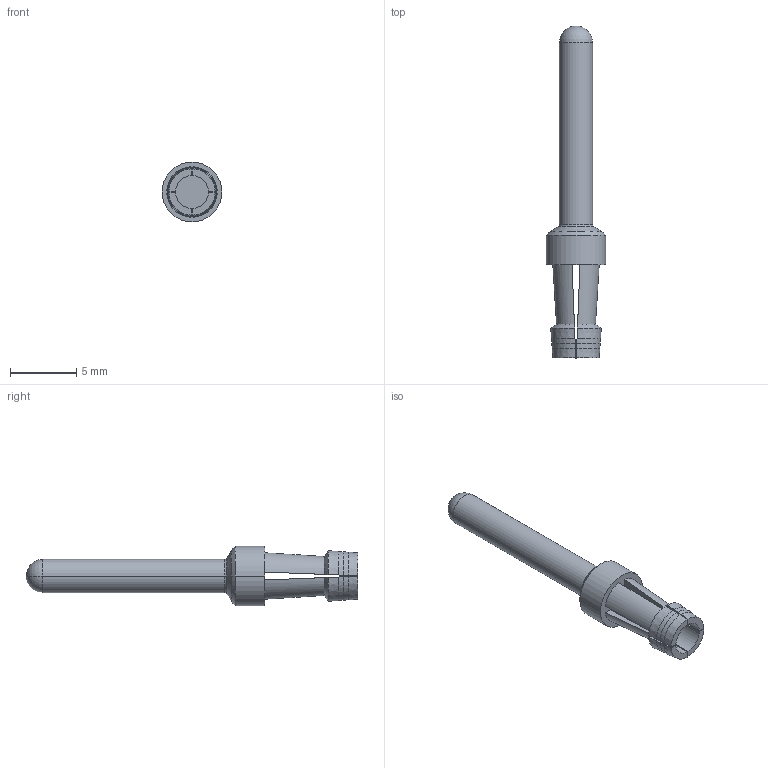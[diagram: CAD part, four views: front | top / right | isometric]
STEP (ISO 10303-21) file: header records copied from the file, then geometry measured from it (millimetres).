
FILE_DESCRIPTION((''),'2;1');
FILE_NAME('CESM-P','2017-09-22T',('tl.yang'),(''),'PRO/ENGINEER BY PARAMETRIC TECHNOLOGY CORPORATION, 2011500','PRO/ENGINEER BY PARAMETRIC TECHNOLOGY CORPORATION, 2011500','');
FILE_SCHEMA(('CONFIG_CONTROL_DESIGN'));
Length unit declared in the file: millimetre
Products named in the file (1): CESM-P
Bounding box: 4.5 x 25.05 x 4.5 mm (x, y, z)
Volume: 134.3 mm3; surface area: 328.8 mm2
Topology: 1 solids, 1 shells, 52 faces, 140 edges, 89 vertices
Faces by surface type: cone 20, plane 14, revolution 8, cylinder 6, torus 2, sphere 2
Entity records: 1818 total; most frequent: CARTESIAN_POINT 545, ORIENTED_EDGE 276, DIRECTION 234, EDGE_CURVE 138, AXIS2_PLACEMENT_3D 100, VERTEX_POINT 89, B_SPLINE_CURVE_WITH_KNOTS 64, CIRCLE 56
